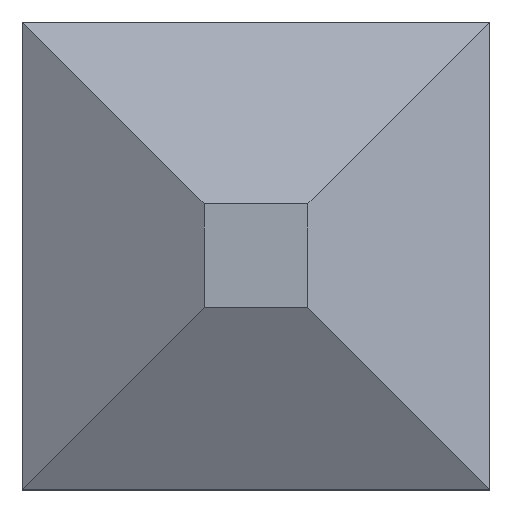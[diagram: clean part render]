
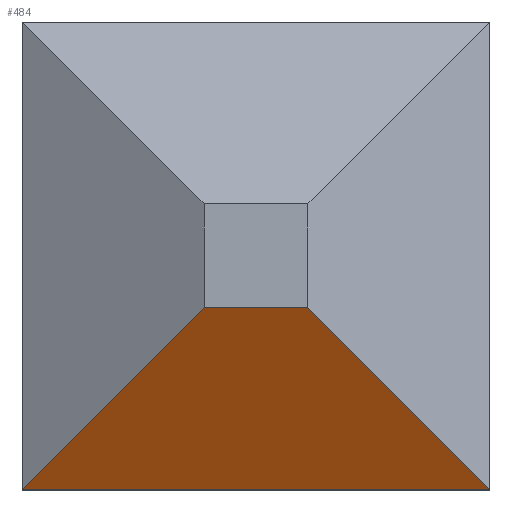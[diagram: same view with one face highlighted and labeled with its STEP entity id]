
A CAD part, top view. The second image highlights one B-rep face of the part: STEP entity #484.
In plain terms, the highlighted free-form (B-spline) face has degree [1, 1] with [2, 2] control points.
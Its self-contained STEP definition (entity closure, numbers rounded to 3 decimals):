
#111 = PLANE('',#112);
#112 = AXIS2_PLACEMENT_3D('',#113,#114,#115);
#113 = CARTESIAN_POINT('',(1350.,-1350.,0.));
#114 = DIRECTION('',(0.,-1.,0.));
#115 = DIRECTION('',(-1.,0.,0.));
#230 = VERTEX_POINT('',#231);
#231 = CARTESIAN_POINT('',(1350.,-1350.,350.));
#245 = B_SPLINE_SURFACE_WITH_KNOTS('',1,1,(
    (#246,#247)
    ,(#248,#249
    )),.UNSPECIFIED.,.F.,.F.,.F.,(2,2),(2,2),(0.,2700.),(0.
    ,1.),.PIECEWISE_BEZIER_KNOTS.);
#246 = CARTESIAN_POINT('',(1350.,1350.,350.));
#247 = CARTESIAN_POINT('',(300.,300.,950.));
#248 = CARTESIAN_POINT('',(1350.,-1350.,350.));
#249 = CARTESIAN_POINT('',(300.,-300.,950.));
#283 = EDGE_CURVE('',#230,#284,#286,.T.);
#284 = VERTEX_POINT('',#285);
#285 = CARTESIAN_POINT('',(-1350.,-1350.,350.));
#286 = SURFACE_CURVE('',#287,(#291,#298),.PCURVE_S1.);
#287 = LINE('',#288,#289);
#288 = CARTESIAN_POINT('',(1350.,-1350.,350.));
#289 = VECTOR('',#290,1.);
#290 = DIRECTION('',(-1.,0.,0.));
#291 = PCURVE('',#111,#292);
#292 = DEFINITIONAL_REPRESENTATION('',(#293),#297);
#293 = LINE('',#294,#295);
#294 = CARTESIAN_POINT('',(0.,-350.));
#295 = VECTOR('',#296,1.);
#296 = DIRECTION('',(1.,0.));
#297 = ( GEOMETRIC_REPRESENTATION_CONTEXT(2) 
PARAMETRIC_REPRESENTATION_CONTEXT() REPRESENTATION_CONTEXT('2D SPACE',''
  ) );
#298 = PCURVE('',#299,#304);
#299 = B_SPLINE_SURFACE_WITH_KNOTS('',1,1,(
    (#300,#301)
    ,(#302,#303
    )),.UNSPECIFIED.,.F.,.F.,.F.,(2,2),(2,2),(0.,2700.),(0.
    ,1.),.PIECEWISE_BEZIER_KNOTS.);
#300 = CARTESIAN_POINT('',(1350.,-1350.,350.));
#301 = CARTESIAN_POINT('',(300.,-300.,950.));
#302 = CARTESIAN_POINT('',(-1350.,-1350.,350.));
#303 = CARTESIAN_POINT('',(-300.,-300.,950.));
#304 = DEFINITIONAL_REPRESENTATION('',(#305),#309);
#305 = LINE('',#306,#307);
#306 = CARTESIAN_POINT('',(0.,0.));
#307 = VECTOR('',#308,1.);
#308 = DIRECTION('',(1.,0.));
#309 = ( GEOMETRIC_REPRESENTATION_CONTEXT(2) 
PARAMETRIC_REPRESENTATION_CONTEXT() REPRESENTATION_CONTEXT('2D SPACE',''
  ) );
#351 = B_SPLINE_SURFACE_WITH_KNOTS('',1,1,(
    (#352,#353)
    ,(#354,#355
    )),.UNSPECIFIED.,.F.,.F.,.F.,(2,2),(2,2),(0.,2700.),(0.
    ,1.),.PIECEWISE_BEZIER_KNOTS.);
#352 = CARTESIAN_POINT('',(-1350.,-1350.,350.));
#353 = CARTESIAN_POINT('',(-300.,-300.,950.));
#354 = CARTESIAN_POINT('',(-1350.,1350.,350.));
#355 = CARTESIAN_POINT('',(-300.,300.,950.));
#406 = PLANE('',#407);
#407 = AXIS2_PLACEMENT_3D('',#408,#409,#410);
#408 = CARTESIAN_POINT('',(-300.,300.,950.));
#409 = DIRECTION('',(0.,0.,1.));
#410 = DIRECTION('',(0.707,-0.707,0.));
#442 = EDGE_CURVE('',#230,#443,#445,.T.);
#443 = VERTEX_POINT('',#444);
#444 = CARTESIAN_POINT('',(300.,-300.,950.));
#445 = SURFACE_CURVE('',#446,(#449,#456),.PCURVE_S1.);
#446 = B_SPLINE_CURVE_WITH_KNOTS('',1,(#447,#448),.UNSPECIFIED.,.F.,.F.,
  (2,2),(0.,1.),.PIECEWISE_BEZIER_KNOTS.);
#447 = CARTESIAN_POINT('',(1350.,-1350.,350.));
#448 = CARTESIAN_POINT('',(300.,-300.,950.));
#449 = PCURVE('',#245,#450);
#450 = DEFINITIONAL_REPRESENTATION('',(#451),#455);
#451 = LINE('',#452,#453);
#452 = CARTESIAN_POINT('',(2700.,0.));
#453 = VECTOR('',#454,1.);
#454 = DIRECTION('',(0.,1.));
#455 = ( GEOMETRIC_REPRESENTATION_CONTEXT(2) 
PARAMETRIC_REPRESENTATION_CONTEXT() REPRESENTATION_CONTEXT('2D SPACE',''
  ) );
#456 = PCURVE('',#299,#457);
#457 = DEFINITIONAL_REPRESENTATION('',(#458),#462);
#458 = LINE('',#459,#460);
#459 = CARTESIAN_POINT('',(0.,0.));
#460 = VECTOR('',#461,1.);
#461 = DIRECTION('',(0.,1.));
#462 = ( GEOMETRIC_REPRESENTATION_CONTEXT(2) 
PARAMETRIC_REPRESENTATION_CONTEXT() REPRESENTATION_CONTEXT('2D SPACE',''
  ) );
#484 = ADVANCED_FACE('',(#485),#299,.F.);
#485 = FACE_BOUND('',#486,.F.);
#486 = EDGE_LOOP('',(#487,#488,#510,#530));
#487 = ORIENTED_EDGE('',*,*,#283,.T.);
#488 = ORIENTED_EDGE('',*,*,#489,.T.);
#489 = EDGE_CURVE('',#284,#490,#492,.T.);
#490 = VERTEX_POINT('',#491);
#491 = CARTESIAN_POINT('',(-300.,-300.,950.));
#492 = SURFACE_CURVE('',#493,(#496,#503),.PCURVE_S1.);
#493 = B_SPLINE_CURVE_WITH_KNOTS('',1,(#494,#495),.UNSPECIFIED.,.F.,.F.,
  (2,2),(0.,1.),.PIECEWISE_BEZIER_KNOTS.);
#494 = CARTESIAN_POINT('',(-1350.,-1350.,350.));
#495 = CARTESIAN_POINT('',(-300.,-300.,950.));
#496 = PCURVE('',#299,#497);
#497 = DEFINITIONAL_REPRESENTATION('',(#498),#502);
#498 = LINE('',#499,#500);
#499 = CARTESIAN_POINT('',(2700.,0.));
#500 = VECTOR('',#501,1.);
#501 = DIRECTION('',(0.,1.));
#502 = ( GEOMETRIC_REPRESENTATION_CONTEXT(2) 
PARAMETRIC_REPRESENTATION_CONTEXT() REPRESENTATION_CONTEXT('2D SPACE',''
  ) );
#503 = PCURVE('',#351,#504);
#504 = DEFINITIONAL_REPRESENTATION('',(#505),#509);
#505 = LINE('',#506,#507);
#506 = CARTESIAN_POINT('',(0.,0.));
#507 = VECTOR('',#508,1.);
#508 = DIRECTION('',(0.,1.));
#509 = ( GEOMETRIC_REPRESENTATION_CONTEXT(2) 
PARAMETRIC_REPRESENTATION_CONTEXT() REPRESENTATION_CONTEXT('2D SPACE',''
  ) );
#510 = ORIENTED_EDGE('',*,*,#511,.F.);
#511 = EDGE_CURVE('',#443,#490,#512,.T.);
#512 = SURFACE_CURVE('',#513,(#517,#523),.PCURVE_S1.);
#513 = LINE('',#514,#515);
#514 = CARTESIAN_POINT('',(300.,-300.,950.));
#515 = VECTOR('',#516,1.);
#516 = DIRECTION('',(-1.,0.,0.));
#517 = PCURVE('',#299,#518);
#518 = DEFINITIONAL_REPRESENTATION('',(#519),#522);
#519 = B_SPLINE_CURVE_WITH_KNOTS('',1,(#520,#521),.UNSPECIFIED.,.F.,.F.,
  (2,2),(0.,600.),.PIECEWISE_BEZIER_KNOTS.);
#520 = CARTESIAN_POINT('',(0.,1.));
#521 = CARTESIAN_POINT('',(2700.,1.));
#522 = ( GEOMETRIC_REPRESENTATION_CONTEXT(2) 
PARAMETRIC_REPRESENTATION_CONTEXT() REPRESENTATION_CONTEXT('2D SPACE',''
  ) );
#523 = PCURVE('',#406,#524);
#524 = DEFINITIONAL_REPRESENTATION('',(#525),#529);
#525 = LINE('',#526,#527);
#526 = CARTESIAN_POINT('',(848.528,0.));
#527 = VECTOR('',#528,1.);
#528 = DIRECTION('',(-0.707,-0.707));
#529 = ( GEOMETRIC_REPRESENTATION_CONTEXT(2) 
PARAMETRIC_REPRESENTATION_CONTEXT() REPRESENTATION_CONTEXT('2D SPACE',''
  ) );
#530 = ORIENTED_EDGE('',*,*,#442,.F.);
